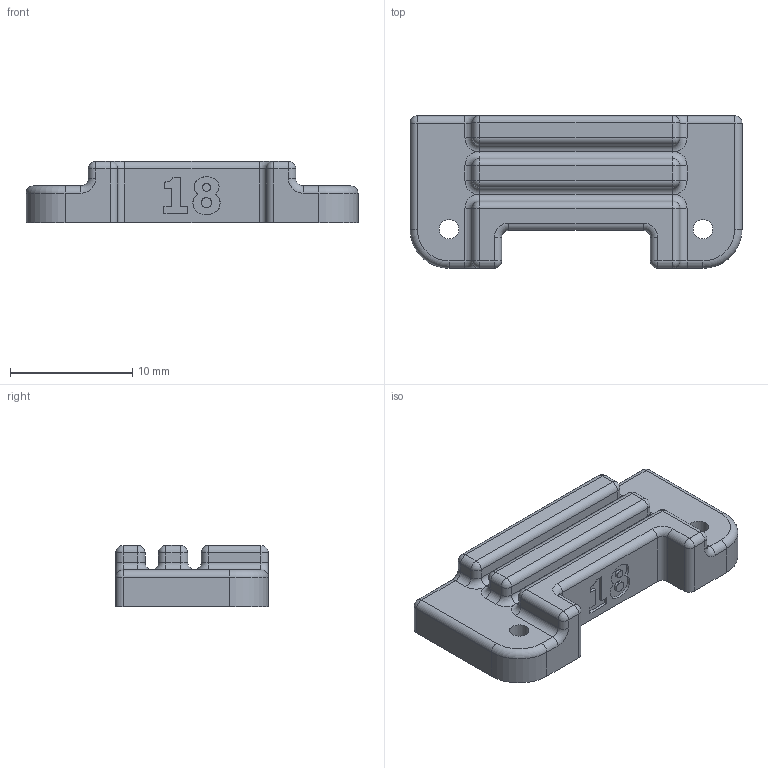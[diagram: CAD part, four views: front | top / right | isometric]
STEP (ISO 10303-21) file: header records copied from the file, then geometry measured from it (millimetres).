
FILE_DESCRIPTION(('HOOPS Exchange Step'),'2;1');
FILE_NAME('temp_export','2023-08-22T14:55:27-04:00',('jscotto'),('Shapr3D Limited'),'HOOPS Exchange 2023.2','Shapr3D','Authorized');
FILE_SCHEMA( ('AUTOMOTIVE_DESIGN { 1 0 10303 214 1 1 1 1 }') );
Length unit declared in the file: millimetre
Products named in the file (1): ScottoBender (18g)
Bounding box: 27.2 x 12.5 x 5 mm (x, y, z)
Volume: 1142.7 mm3; surface area: 1069.5 mm2
Topology: 1 solids, 1 shells, 235 faces, 576 edges, 346 vertices
Faces by surface type: plane 120, cylinder 54, bspline 29, torus 16, sphere 16
Full cylindrical faces by diameter (mm): 1.6 x2
Entity records: 7661 total; most frequent: CARTESIAN_POINT 2318, ORIENTED_EDGE 1120, DIRECTION 1038, EDGE_CURVE 560, VECTOR 372, LINE 372, VERTEX_POINT 346, AXIS2_PLACEMENT_3D 333
